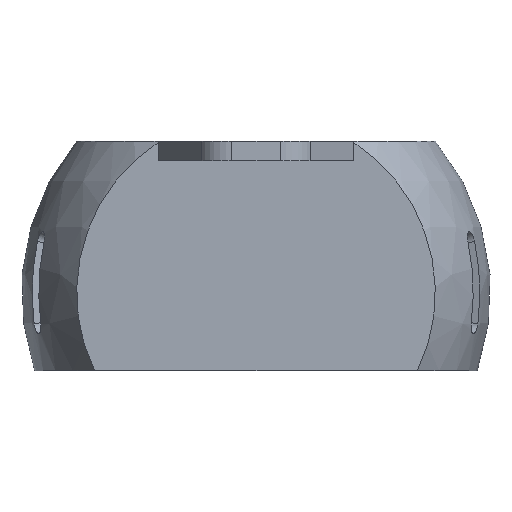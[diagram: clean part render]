
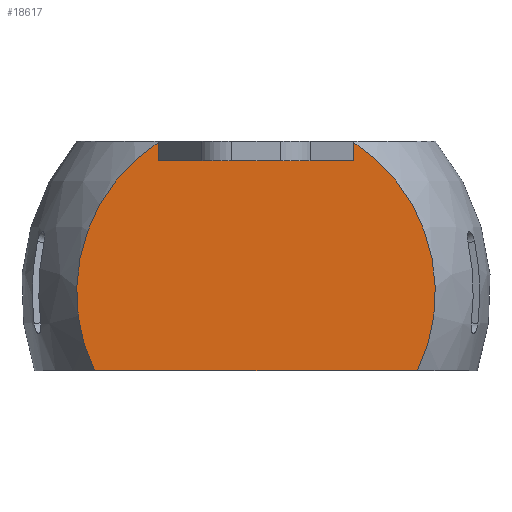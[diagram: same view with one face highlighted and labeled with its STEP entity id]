
A CAD part, left-side view. The second image highlights one B-rep face of the part: STEP entity #18617.
In plain terms, the highlighted planar face has unit normal (-1, 0, 0).
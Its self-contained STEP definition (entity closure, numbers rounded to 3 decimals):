
#138 = PLANE('',#139);
#139 = AXIS2_PLACEMENT_3D('',#140,#141,#142);
#140 = CARTESIAN_POINT('',(-3.888,0.,-32.));
#141 = DIRECTION('',(0.,0.,-1.));
#142 = DIRECTION('',(-1.,0.,0.));
#3412 = SPHERICAL_SURFACE('',#3413,48.);
#3413 = AXIS2_PLACEMENT_3D('',#3414,#3415,#3416);
#3414 = CARTESIAN_POINT('',(0.,0.,-16.));
#3415 = DIRECTION('',(0.,0.,1.));
#3416 = DIRECTION('',(1.,0.,0.));
#3483 = PLANE('',#3484);
#3484 = AXIS2_PLACEMENT_3D('',#3485,#3486,#3487);
#3485 = CARTESIAN_POINT('',(-31.,20.,15.));
#3486 = DIRECTION('',(-0.5,0.866,0.));
#3487 = DIRECTION('',(-0.866,-0.5,0.));
#3512 = PLANE('',#3513);
#3513 = AXIS2_PLACEMENT_3D('',#3514,#3515,#3516);
#3514 = CARTESIAN_POINT('',(-50.,5.,11.));
#3515 = DIRECTION('',(0.,0.,-1.));
#3516 = DIRECTION('',(-1.,0.,-0.));
#3593 = VERTEX_POINT('',#3594);
#3594 = CARTESIAN_POINT('',(-31.,20.,14.708));
#3620 = EDGE_CURVE('',#3593,#3621,#3623,.T.);
#3621 = VERTEX_POINT('',#3622);
#3622 = CARTESIAN_POINT('',(-31.,20.,11.));
#3623 = SURFACE_CURVE('',#3624,(#3628,#3635),.PCURVE_S1.);
#3624 = LINE('',#3625,#3626);
#3625 = CARTESIAN_POINT('',(-31.,20.,15.));
#3626 = VECTOR('',#3627,1.);
#3627 = DIRECTION('',(-0.,-0.,-1.));
#3628 = PCURVE('',#3483,#3629);
#3629 = DEFINITIONAL_REPRESENTATION('',(#3630),#3634);
#3630 = LINE('',#3631,#3632);
#3631 = CARTESIAN_POINT('',(0.,0.));
#3632 = VECTOR('',#3633,1.);
#3633 = DIRECTION('',(0.,-1.));
#3634 = ( GEOMETRIC_REPRESENTATION_CONTEXT(2) 
PARAMETRIC_REPRESENTATION_CONTEXT() REPRESENTATION_CONTEXT('2D SPACE',''
  ) );
#3635 = PCURVE('',#3636,#3641);
#3636 = PLANE('',#3637);
#3637 = AXIS2_PLACEMENT_3D('',#3638,#3639,#3640);
#3638 = CARTESIAN_POINT('',(-31.,20.,11.));
#3639 = DIRECTION('',(1.,0.,-0.));
#3640 = DIRECTION('',(0.,0.,1.));
#3641 = DEFINITIONAL_REPRESENTATION('',(#3642),#3646);
#3642 = LINE('',#3643,#3644);
#3643 = CARTESIAN_POINT('',(4.,0.));
#3644 = VECTOR('',#3645,1.);
#3645 = DIRECTION('',(-1.,0.));
#3646 = ( GEOMETRIC_REPRESENTATION_CONTEXT(2) 
PARAMETRIC_REPRESENTATION_CONTEXT() REPRESENTATION_CONTEXT('2D SPACE',''
  ) );
#3749 = EDGE_CURVE('',#3593,#3750,#3752,.T.);
#3750 = VERTEX_POINT('',#3751);
#3751 = CARTESIAN_POINT('',(-31.,32.97,-32.));
#3752 = SURFACE_CURVE('',#3753,(#3758,#3773),.PCURVE_S1.);
#3753 = CIRCLE('',#3754,36.647);
#3754 = AXIS2_PLACEMENT_3D('',#3755,#3756,#3757);
#3755 = CARTESIAN_POINT('',(-31.,0.,-16.));
#3756 = DIRECTION('',(-1.,0.,0.));
#3757 = DIRECTION('',(0.,0.,-1.));
#3758 = PCURVE('',#3412,#3759);
#3759 = DEFINITIONAL_REPRESENTATION('',(#3760),#3772);
#3760 = B_SPLINE_CURVE_WITH_KNOTS('',10,(#3761,#3762,#3763,#3764,#3765,
    #3766,#3767,#3768,#3769,#3770,#3771),.UNSPECIFIED.,.F.,.F.,(11,11),(
    3.704,5.164),.PIECEWISE_BEZIER_KNOTS.);
#3761 = CARTESIAN_POINT('',(2.579,0.702));
#3762 = CARTESIAN_POINT('',(2.475,0.624));
#3763 = CARTESIAN_POINT('',(2.396,0.532));
#3764 = CARTESIAN_POINT('',(2.341,0.431));
#3765 = CARTESIAN_POINT('',(2.302,0.324));
#3766 = CARTESIAN_POINT('',(2.277,0.214));
#3767 = CARTESIAN_POINT('',(2.264,0.102));
#3768 = CARTESIAN_POINT('',(2.261,-0.011));
#3769 = CARTESIAN_POINT('',(2.269,-0.123));
#3770 = CARTESIAN_POINT('',(2.29,-0.233));
#3771 = CARTESIAN_POINT('',(2.325,-0.34));
#3772 = ( GEOMETRIC_REPRESENTATION_CONTEXT(2) 
PARAMETRIC_REPRESENTATION_CONTEXT() REPRESENTATION_CONTEXT('2D SPACE',''
  ) );
#3773 = PCURVE('',#3636,#3774);
#3774 = DEFINITIONAL_REPRESENTATION('',(#3775),#3783);
#3775 = ( BOUNDED_CURVE() B_SPLINE_CURVE(2,(#3776,#3777,#3778,#3779,
#3780,#3781,#3782),.UNSPECIFIED.,.T.,.F.) B_SPLINE_CURVE_WITH_KNOTS((1,2
    ,2,2,2,1),(-2.094,0.,2.094,4.189,
6.283,8.378),.UNSPECIFIED.) CURVE() 
GEOMETRIC_REPRESENTATION_ITEM() RATIONAL_B_SPLINE_CURVE((1.,0.5,1.,0.5,
1.,0.5,1.)) REPRESENTATION_ITEM('') );
#3776 = CARTESIAN_POINT('',(-63.647,20.));
#3777 = CARTESIAN_POINT('',(-63.647,83.474));
#3778 = CARTESIAN_POINT('',(-8.677,51.737));
#3779 = CARTESIAN_POINT('',(46.294,20.));
#3780 = CARTESIAN_POINT('',(-8.677,-11.737));
#3781 = CARTESIAN_POINT('',(-63.647,-43.474));
#3782 = CARTESIAN_POINT('',(-63.647,20.));
#3783 = ( GEOMETRIC_REPRESENTATION_CONTEXT(2) 
PARAMETRIC_REPRESENTATION_CONTEXT() REPRESENTATION_CONTEXT('2D SPACE',''
  ) );
#8211 = EDGE_CURVE('',#3621,#8212,#8214,.T.);
#8212 = VERTEX_POINT('',#8213);
#8213 = CARTESIAN_POINT('',(-31.,-20.,11.));
#8214 = SURFACE_CURVE('',#8215,(#8219,#8226),.PCURVE_S1.);
#8215 = LINE('',#8216,#8217);
#8216 = CARTESIAN_POINT('',(-31.,5.532,11.));
#8217 = VECTOR('',#8218,1.);
#8218 = DIRECTION('',(-0.,-1.,-0.));
#8219 = PCURVE('',#3512,#8220);
#8220 = DEFINITIONAL_REPRESENTATION('',(#8221),#8225);
#8221 = LINE('',#8222,#8223);
#8222 = CARTESIAN_POINT('',(-19.,0.532));
#8223 = VECTOR('',#8224,1.);
#8224 = DIRECTION('',(0.,-1.));
#8225 = ( GEOMETRIC_REPRESENTATION_CONTEXT(2) 
PARAMETRIC_REPRESENTATION_CONTEXT() REPRESENTATION_CONTEXT('2D SPACE',''
  ) );
#8226 = PCURVE('',#3636,#8227);
#8227 = DEFINITIONAL_REPRESENTATION('',(#8228),#8232);
#8228 = LINE('',#8229,#8230);
#8229 = CARTESIAN_POINT('',(0.,14.468));
#8230 = VECTOR('',#8231,1.);
#8231 = DIRECTION('',(0.,1.));
#8232 = ( GEOMETRIC_REPRESENTATION_CONTEXT(2) 
PARAMETRIC_REPRESENTATION_CONTEXT() REPRESENTATION_CONTEXT('2D SPACE',''
  ) );
#8250 = PLANE('',#8251);
#8251 = AXIS2_PLACEMENT_3D('',#8252,#8253,#8254);
#8252 = CARTESIAN_POINT('',(-31.,-20.,15.));
#8253 = DIRECTION('',(-0.5,-0.866,-0.));
#8254 = DIRECTION('',(0.866,-0.5,0.));
#13245 = SPHERICAL_SURFACE('',#13246,48.);
#13246 = AXIS2_PLACEMENT_3D('',#13247,#13248,#13249);
#13247 = CARTESIAN_POINT('',(0.,0.,-16.));
#13248 = DIRECTION('',(0.,0.,1.));
#13249 = DIRECTION('',(1.,0.,0.));
#13368 = VERTEX_POINT('',#13369);
#13369 = CARTESIAN_POINT('',(-31.,-20.,14.708));
#13395 = EDGE_CURVE('',#13368,#8212,#13396,.T.);
#13396 = SURFACE_CURVE('',#13397,(#13401,#13408),.PCURVE_S1.);
#13397 = LINE('',#13398,#13399);
#13398 = CARTESIAN_POINT('',(-31.,-20.,15.));
#13399 = VECTOR('',#13400,1.);
#13400 = DIRECTION('',(0.,0.,-1.));
#13401 = PCURVE('',#8250,#13402);
#13402 = DEFINITIONAL_REPRESENTATION('',(#13403),#13407);
#13403 = LINE('',#13404,#13405);
#13404 = CARTESIAN_POINT('',(-0.,0.));
#13405 = VECTOR('',#13406,1.);
#13406 = DIRECTION('',(-0.,-1.));
#13407 = ( GEOMETRIC_REPRESENTATION_CONTEXT(2) 
PARAMETRIC_REPRESENTATION_CONTEXT() REPRESENTATION_CONTEXT('2D SPACE',''
  ) );
#13408 = PCURVE('',#3636,#13409);
#13409 = DEFINITIONAL_REPRESENTATION('',(#13410),#13414);
#13410 = LINE('',#13411,#13412);
#13411 = CARTESIAN_POINT('',(4.,40.));
#13412 = VECTOR('',#13413,1.);
#13413 = DIRECTION('',(-1.,-0.));
#13414 = ( GEOMETRIC_REPRESENTATION_CONTEXT(2) 
PARAMETRIC_REPRESENTATION_CONTEXT() REPRESENTATION_CONTEXT('2D SPACE',''
  ) );
#13501 = EDGE_CURVE('',#13368,#13502,#13504,.T.);
#13502 = VERTEX_POINT('',#13503);
#13503 = CARTESIAN_POINT('',(-31.,-32.97,-32.));
#13504 = SURFACE_CURVE('',#13505,(#13510,#13525),.PCURVE_S1.);
#13505 = CIRCLE('',#13506,36.647);
#13506 = AXIS2_PLACEMENT_3D('',#13507,#13508,#13509);
#13507 = CARTESIAN_POINT('',(-31.,0.,-16.));
#13508 = DIRECTION('',(1.,-0.,0.));
#13509 = DIRECTION('',(0.,0.,-1.));
#13510 = PCURVE('',#13245,#13511);
#13511 = DEFINITIONAL_REPRESENTATION('',(#13512),#13524);
#13512 = B_SPLINE_CURVE_WITH_KNOTS('',10,(#13513,#13514,#13515,#13516,
    #13517,#13518,#13519,#13520,#13521,#13522,#13523),.UNSPECIFIED.,.F.,
  .F.,(11,11),(3.704,5.164),.PIECEWISE_BEZIER_KNOTS.);
#13513 = CARTESIAN_POINT('',(-2.579,0.702));
#13514 = CARTESIAN_POINT('',(-2.475,0.624));
#13515 = CARTESIAN_POINT('',(-2.396,0.532));
#13516 = CARTESIAN_POINT('',(-2.341,0.431));
#13517 = CARTESIAN_POINT('',(-2.302,0.324));
#13518 = CARTESIAN_POINT('',(-2.277,0.214));
#13519 = CARTESIAN_POINT('',(-2.264,0.102));
#13520 = CARTESIAN_POINT('',(-2.261,-0.011));
#13521 = CARTESIAN_POINT('',(-2.269,-0.123));
#13522 = CARTESIAN_POINT('',(-2.29,-0.233));
#13523 = CARTESIAN_POINT('',(-2.325,-0.34));
#13524 = ( GEOMETRIC_REPRESENTATION_CONTEXT(2) 
PARAMETRIC_REPRESENTATION_CONTEXT() REPRESENTATION_CONTEXT('2D SPACE',''
  ) );
#13525 = PCURVE('',#3636,#13526);
#13526 = DEFINITIONAL_REPRESENTATION('',(#13527),#13531);
#13527 = CIRCLE('',#13528,36.647);
#13528 = AXIS2_PLACEMENT_2D('',#13529,#13530);
#13529 = CARTESIAN_POINT('',(-27.,20.));
#13530 = DIRECTION('',(-1.,0.));
#13531 = ( GEOMETRIC_REPRESENTATION_CONTEXT(2) 
PARAMETRIC_REPRESENTATION_CONTEXT() REPRESENTATION_CONTEXT('2D SPACE',''
  ) );
#18617 = ADVANCED_FACE('',(#18618),#3636,.F.);
#18618 = FACE_BOUND('',#18619,.T.);
#18619 = EDGE_LOOP('',(#18620,#18621,#18622,#18623,#18644,#18645));
#18620 = ORIENTED_EDGE('',*,*,#8211,.F.);
#18621 = ORIENTED_EDGE('',*,*,#3620,.F.);
#18622 = ORIENTED_EDGE('',*,*,#3749,.T.);
#18623 = ORIENTED_EDGE('',*,*,#18624,.F.);
#18624 = EDGE_CURVE('',#13502,#3750,#18625,.T.);
#18625 = SURFACE_CURVE('',#18626,(#18630,#18637),.PCURVE_S1.);
#18626 = LINE('',#18627,#18628);
#18627 = CARTESIAN_POINT('',(-31.,0.,-32.));
#18628 = VECTOR('',#18629,1.);
#18629 = DIRECTION('',(0.,1.,0.));
#18630 = PCURVE('',#3636,#18631);
#18631 = DEFINITIONAL_REPRESENTATION('',(#18632),#18636);
#18632 = LINE('',#18633,#18634);
#18633 = CARTESIAN_POINT('',(-43.,20.));
#18634 = VECTOR('',#18635,1.);
#18635 = DIRECTION('',(0.,-1.));
#18636 = ( GEOMETRIC_REPRESENTATION_CONTEXT(2) 
PARAMETRIC_REPRESENTATION_CONTEXT() REPRESENTATION_CONTEXT('2D SPACE',''
  ) );
#18637 = PCURVE('',#138,#18638);
#18638 = DEFINITIONAL_REPRESENTATION('',(#18639),#18643);
#18639 = LINE('',#18640,#18641);
#18640 = CARTESIAN_POINT('',(27.112,0.));
#18641 = VECTOR('',#18642,1.);
#18642 = DIRECTION('',(0.,1.));
#18643 = ( GEOMETRIC_REPRESENTATION_CONTEXT(2) 
PARAMETRIC_REPRESENTATION_CONTEXT() REPRESENTATION_CONTEXT('2D SPACE',''
  ) );
#18644 = ORIENTED_EDGE('',*,*,#13501,.F.);
#18645 = ORIENTED_EDGE('',*,*,#13395,.T.);
